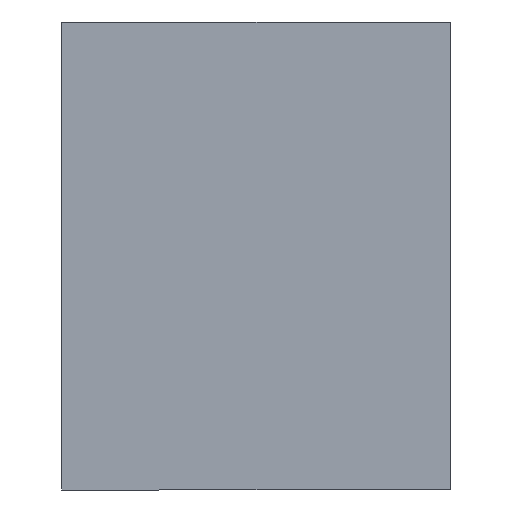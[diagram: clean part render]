
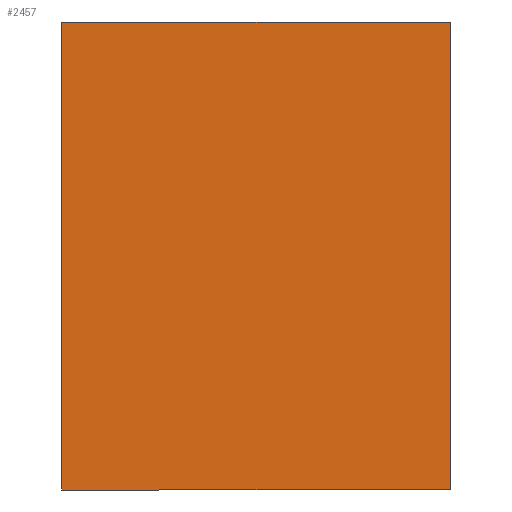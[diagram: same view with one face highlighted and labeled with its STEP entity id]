
A CAD part, left-side view. The second image highlights one B-rep face of the part: STEP entity #2457.
In plain terms, the highlighted planar face has unit normal (-1, 0, 0).
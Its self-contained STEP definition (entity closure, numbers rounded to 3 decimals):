
#98 = EDGE_CURVE ( 'NONE', #1823, #1373, #584, .T. ) ;
#336 = VERTEX_POINT ( 'NONE', #2459 ) ;
#451 = LINE ( 'NONE', #1634, #2159 ) ;
#553 = LINE ( 'NONE', #1696, #1951 ) ;
#584 = LINE ( 'NONE', #1146, #2190 ) ;
#602 = EDGE_CURVE ( 'NONE', #2320, #1823, #1488, .T. ) ;
#616 = CARTESIAN_POINT ( 'NONE',  ( -0.01, 0., 0. ) ) ;
#944 = DIRECTION ( 'NONE',  ( -1., 0., 0. ) ) ;
#1000 = PLANE ( 'NONE',  #1954 ) ;
#1146 = CARTESIAN_POINT ( 'NONE',  ( -0.01, 5.39, 0.01 ) ) ;
#1147 = ORIENTED_EDGE ( 'NONE', *, *, #98, .T. ) ;
#1220 = DIRECTION ( 'NONE',  ( 0., -1., 0. ) ) ;
#1373 = VERTEX_POINT ( 'NONE', #2477 ) ;
#1482 = ORIENTED_EDGE ( 'NONE', *, *, #602, .T. ) ;
#1488 = LINE ( 'NONE', #1862, #1861 ) ;
#1527 = DIRECTION ( 'NONE',  ( 0., 0., -1. ) ) ;
#1558 = DIRECTION ( 'NONE',  ( 0., 1., 0. ) ) ;
#1564 = FACE_OUTER_BOUND ( 'NONE', #2335, .T. ) ;
#1627 = DIRECTION ( 'NONE',  ( 0., 0., 1. ) ) ;
#1634 = CARTESIAN_POINT ( 'NONE',  ( -0.01, 5.39, -6.49 ) ) ;
#1696 = CARTESIAN_POINT ( 'NONE',  ( -0.01, 5.39, -6.49 ) ) ;
#1730 = ORIENTED_EDGE ( 'NONE', *, *, #1757, .T. ) ;
#1755 = ORIENTED_EDGE ( 'NONE', *, *, #1907, .T. ) ;
#1757 = EDGE_CURVE ( 'NONE', #336, #2320, #451, .T. ) ;
#1823 = VERTEX_POINT ( 'NONE', #2169 ) ;
#1861 = VECTOR ( 'NONE', #1627, 1000. ) ;
#1862 = CARTESIAN_POINT ( 'NONE',  ( -0.01, -0.01, -6.49 ) ) ;
#1907 = EDGE_CURVE ( 'NONE', #1373, #336, #553, .T. ) ;
#1951 = VECTOR ( 'NONE', #1527, 1000. ) ;
#1954 = AXIS2_PLACEMENT_3D ( 'NONE', #616, #944, #2508 ) ;
#2159 = VECTOR ( 'NONE', #1220, 1000. ) ;
#2169 = CARTESIAN_POINT ( 'NONE',  ( -0.01, -0.01, 0.01 ) ) ;
#2190 = VECTOR ( 'NONE', #1558, 1000. ) ;
#2320 = VERTEX_POINT ( 'NONE', #2484 ) ;
#2335 = EDGE_LOOP ( 'NONE', ( #1730, #1482, #1147, #1755 ) ) ;
#2457 = ADVANCED_FACE ( 'NONE', ( #1564 ), #1000, .T. ) ;
#2459 = CARTESIAN_POINT ( 'NONE',  ( -0.01, 5.39, -6.49 ) ) ;
#2477 = CARTESIAN_POINT ( 'NONE',  ( -0.01, 5.39, 0.01 ) ) ;
#2484 = CARTESIAN_POINT ( 'NONE',  ( -0.01, -0.01, -6.49 ) ) ;
#2508 = DIRECTION ( 'NONE',  ( 0., 0., 1. ) ) ;
